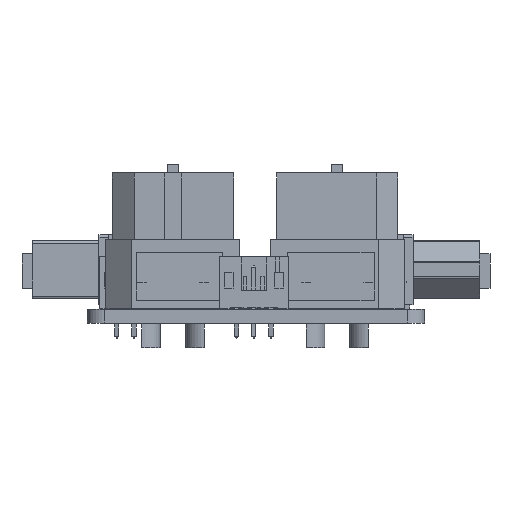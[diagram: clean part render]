
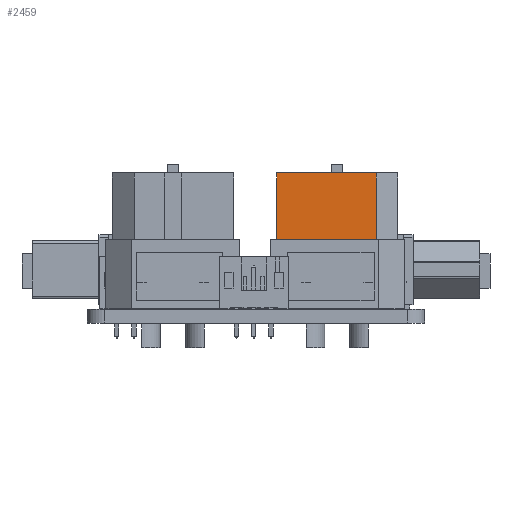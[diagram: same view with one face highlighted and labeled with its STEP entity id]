
A CAD part, left-side view. The second image highlights one B-rep face of the part: STEP entity #2459.
In plain terms, the highlighted face is planar.
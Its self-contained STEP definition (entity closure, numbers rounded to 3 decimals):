
#2295 = VERTEX_POINT('',#2296);
#2296 = CARTESIAN_POINT('',(10.6,3.3,15.7));
#2302 = EDGE_CURVE('',#2295,#2303,#2305,.T.);
#2303 = VERTEX_POINT('',#2304);
#2304 = CARTESIAN_POINT('',(-0.878,3.3,15.7));
#2305 = LINE('',#2306,#2307);
#2306 = CARTESIAN_POINT('',(10.6,3.3,15.7));
#2307 = VECTOR('',#2308,1.);
#2308 = DIRECTION('',(-1.,0.,0.));
#2440 = VERTEX_POINT('',#2441);
#2441 = CARTESIAN_POINT('',(-0.878,3.3,8.));
#2449 = EDGE_CURVE('',#2440,#2303,#2450,.T.);
#2450 = LINE('',#2451,#2452);
#2451 = CARTESIAN_POINT('',(-0.878,3.3,8.));
#2452 = VECTOR('',#2453,1.);
#2453 = DIRECTION('',(0.,0.,1.));
#2459 = ADVANCED_FACE('',(#2460),#2478,.T.);
#2460 = FACE_BOUND('',#2461,.T.);
#2461 = EDGE_LOOP('',(#2462,#2470,#2471,#2472));
#2462 = ORIENTED_EDGE('',*,*,#2463,.F.);
#2463 = EDGE_CURVE('',#2440,#2464,#2466,.T.);
#2464 = VERTEX_POINT('',#2465);
#2465 = CARTESIAN_POINT('',(10.6,3.3,8.));
#2466 = LINE('',#2467,#2468);
#2467 = CARTESIAN_POINT('',(7.1,3.3,8.));
#2468 = VECTOR('',#2469,1.);
#2469 = DIRECTION('',(1.,0.,0.));
#2470 = ORIENTED_EDGE('',*,*,#2449,.T.);
#2471 = ORIENTED_EDGE('',*,*,#2302,.F.);
#2472 = ORIENTED_EDGE('',*,*,#2473,.F.);
#2473 = EDGE_CURVE('',#2464,#2295,#2474,.T.);
#2474 = LINE('',#2475,#2476);
#2475 = CARTESIAN_POINT('',(10.6,3.3,8.));
#2476 = VECTOR('',#2477,1.);
#2477 = DIRECTION('',(0.,0.,1.));
#2478 = PLANE('',#2479);
#2479 = AXIS2_PLACEMENT_3D('',#2480,#2481,#2482);
#2480 = CARTESIAN_POINT('',(10.6,3.3,8.));
#2481 = DIRECTION('',(0.,1.,0.));
#2482 = DIRECTION('',(-1.,0.,0.));
